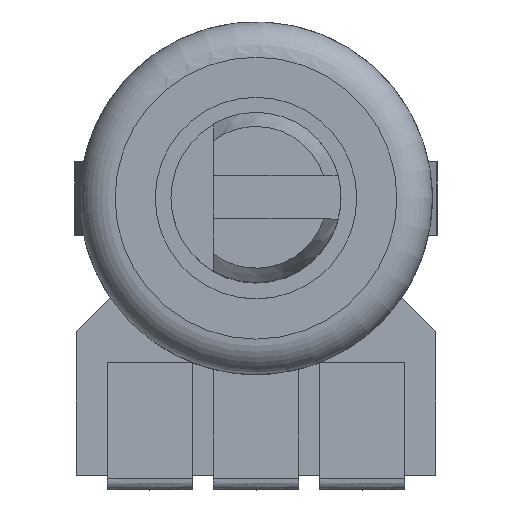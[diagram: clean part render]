
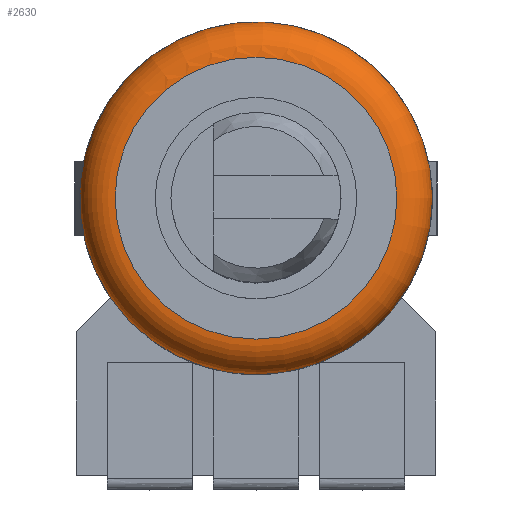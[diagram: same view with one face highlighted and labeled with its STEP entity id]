
A CAD part, top view. The second image highlights one B-rep face of the part: STEP entity #2630.
In plain terms, the highlighted toroidal (fillet/blend) face has major radius 4.973 mm and minor radius 1.25 mm.
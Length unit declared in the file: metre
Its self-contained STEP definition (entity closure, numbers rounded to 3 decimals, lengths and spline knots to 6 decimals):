
#12=TOROIDAL_SURFACE('',#3602,0.004973,0.00125);
#1223=ORIENTED_EDGE('',*,*,#1489,.F.);
#1224=ORIENTED_EDGE('',*,*,#1603,.F.);
#1489=EDGE_CURVE('',#1848,#1848,#2035,.F.);
#1603=EDGE_CURVE('',#1933,#1933,#2051,.T.);
#1848=VERTEX_POINT('',#4445);
#1933=VERTEX_POINT('',#4764);
#2035=CIRCLE('',#3506,0.006223);
#2051=CIRCLE('',#3546,0.004973);
#2186=EDGE_LOOP('',(#1223));
#2187=EDGE_LOOP('',(#1224));
#2334=FACE_BOUND('',#2186,.T.);
#2335=FACE_BOUND('',#2187,.T.);
#2630=ADVANCED_FACE('',(#2334,#2335),#12,.T.);
#3506=AXIS2_PLACEMENT_3D('',#4444,#3737,#3738);
#3546=AXIS2_PLACEMENT_3D('',#4763,#3883,#3884);
#3602=AXIS2_PLACEMENT_3D('',#5295,#4051,#4052);
#3737=DIRECTION('',(0.,0.,1.));
#3738=DIRECTION('',(1.,0.,0.));
#3883=DIRECTION('',(0.,0.,1.));
#3884=DIRECTION('',(1.,0.,0.));
#4051=DIRECTION('',(0.,0.,1.));
#4052=DIRECTION('',(1.,0.,0.));
#4444=CARTESIAN_POINT('',(0.,0.003497,0.00383));
#4445=CARTESIAN_POINT('',(0.006223,0.003497,0.00383));
#4763=CARTESIAN_POINT('',(0.,0.003497,0.00508));
#4764=CARTESIAN_POINT('',(0.004973,0.003497,0.00508));
#5295=CARTESIAN_POINT('',(0.,0.003497,0.00383));
